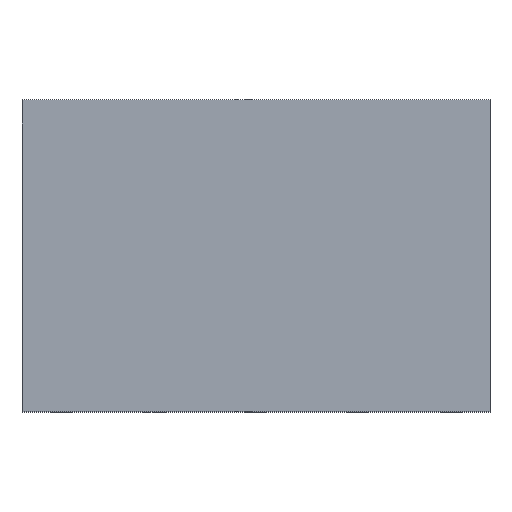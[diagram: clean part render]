
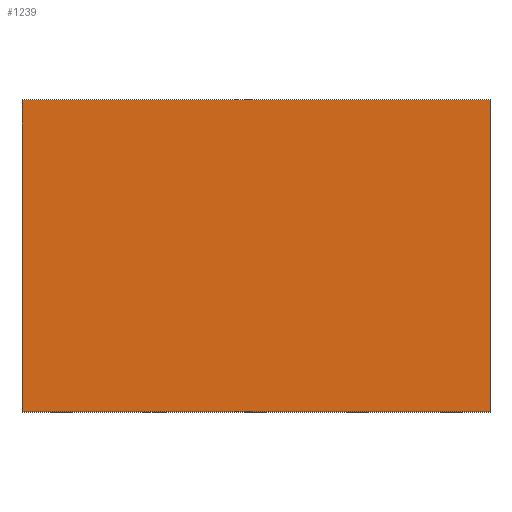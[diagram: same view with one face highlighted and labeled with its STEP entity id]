
A CAD part, top view. The second image highlights one B-rep face of the part: STEP entity #1239.
In plain terms, the highlighted planar face has unit normal (0, 0, 1).
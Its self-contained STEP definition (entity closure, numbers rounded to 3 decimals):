
#298 = DIRECTION ( 'NONE',  ( 0., 0., 1. ) ) ;
#376 = DIRECTION ( 'NONE',  ( 0., -1., 0. ) ) ;
#856 = VERTEX_POINT ( 'NONE', #7412 ) ;
#879 = VERTEX_POINT ( 'NONE', #1210 ) ;
#961 = VECTOR ( 'NONE', #1262, 1000. ) ;
#1193 = CARTESIAN_POINT ( 'NONE',  ( 0., 1., 0.55 ) ) ;
#1210 = CARTESIAN_POINT ( 'NONE',  ( 1.5, 1., 0.55 ) ) ;
#1239 = ADVANCED_FACE ( 'NONE', ( #9572 ), #8116, .T. ) ;
#1262 = DIRECTION ( 'NONE',  ( -1., 0., 0. ) ) ;
#1885 = CARTESIAN_POINT ( 'NONE',  ( 0., 0., 0.55 ) ) ;
#1983 = EDGE_CURVE ( 'NONE', #879, #856, #9288, .T. ) ;
#1994 = ORIENTED_EDGE ( 'NONE', *, *, #1983, .T. ) ;
#2101 = ORIENTED_EDGE ( 'NONE', *, *, #5926, .T. ) ;
#2489 = CARTESIAN_POINT ( 'NONE',  ( 1.5, -1., 0.55 ) ) ;
#2619 = DIRECTION ( 'NONE',  ( 1., 0., 0. ) ) ;
#3093 = AXIS2_PLACEMENT_3D ( 'NONE', #1885, #298, #376 ) ;
#3336 = VECTOR ( 'NONE', #5299, 1000. ) ;
#3554 = EDGE_LOOP ( 'NONE', ( #9855, #2101, #8051, #1994 ) ) ;
#3925 = VECTOR ( 'NONE', #2619, 1000. ) ;
#4380 = VERTEX_POINT ( 'NONE', #5072 ) ;
#5072 = CARTESIAN_POINT ( 'NONE',  ( -1.5, -1., 0.55 ) ) ;
#5299 = DIRECTION ( 'NONE',  ( 0., -1., 0. ) ) ;
#5833 = VERTEX_POINT ( 'NONE', #2489 ) ;
#5926 = EDGE_CURVE ( 'NONE', #4380, #5833, #6716, .T. ) ;
#6375 = EDGE_CURVE ( 'NONE', #5833, #879, #9545, .T. ) ;
#6716 = LINE ( 'NONE', #8072, #3925 ) ;
#7412 = CARTESIAN_POINT ( 'NONE',  ( -1.5, 1., 0.55 ) ) ;
#7416 = VECTOR ( 'NONE', #8421, 1000. ) ;
#8051 = ORIENTED_EDGE ( 'NONE', *, *, #6375, .T. ) ;
#8072 = CARTESIAN_POINT ( 'NONE',  ( 0., -1., 0.55 ) ) ;
#8116 = PLANE ( 'NONE',  #3093 ) ;
#8421 = DIRECTION ( 'NONE',  ( 0., 1., 0. ) ) ;
#9288 = LINE ( 'NONE', #1193, #961 ) ;
#9359 = LINE ( 'NONE', #10001, #3336 ) ;
#9545 = LINE ( 'NONE', #9963, #7416 ) ;
#9572 = FACE_OUTER_BOUND ( 'NONE', #3554, .T. ) ;
#9855 = ORIENTED_EDGE ( 'NONE', *, *, #9990, .T. ) ;
#9963 = CARTESIAN_POINT ( 'NONE',  ( 1.5, 0., 0.55 ) ) ;
#9990 = EDGE_CURVE ( 'NONE', #856, #4380, #9359, .T. ) ;
#10001 = CARTESIAN_POINT ( 'NONE',  ( -1.5, 0., 0.55 ) ) ;
